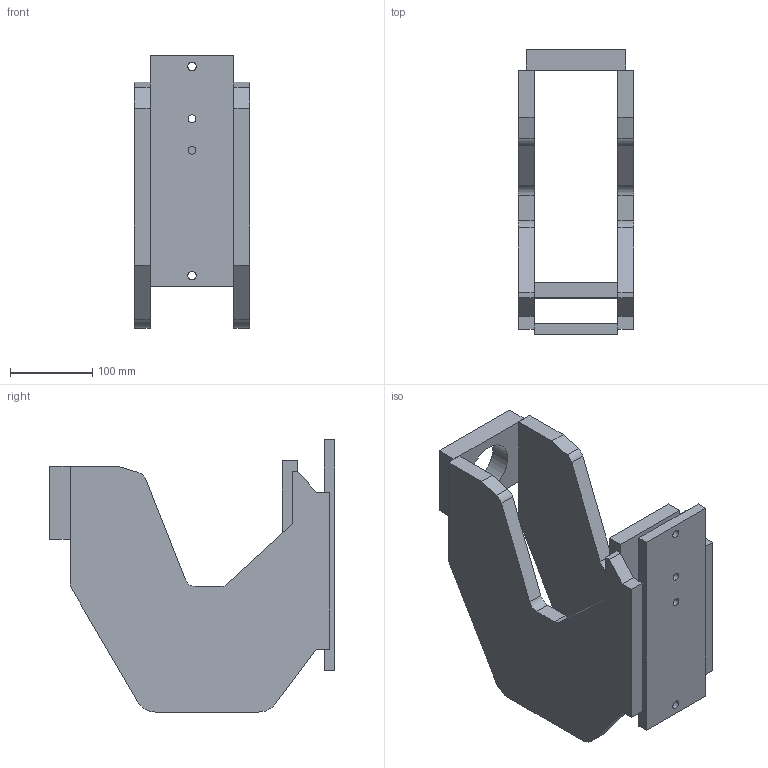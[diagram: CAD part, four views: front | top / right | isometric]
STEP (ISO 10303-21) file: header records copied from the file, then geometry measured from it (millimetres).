
FILE_DESCRIPTION (( 'STEP AP203' ), '1' );
FILE_NAME ('UN4.STEP', '2008-03-18T12:13:04', ( 'Bruce Toner' ), ( 'Effective Automation' ), 'SwSTEP 2.0', 'SolidWorks 2006233', '' );
FILE_SCHEMA (( 'CONFIG_CONTROL_DESIGN' ));
Length unit declared in the file: inch
Products named in the file (5): UN4-D; UN4-B; UN4; UN4-C; UN3-A
Assembly tree (5 placements, depth 2):
  UN4
    UN4-B
    UN4-C
    UN3-A  x2
    UN4-D
Bounding box: 139.7 x 346.07 x 330.2 mm (x, y, z)
Volume: 3284795.8 mm3; surface area: 446608.1 mm2
Topology: 5 solids, 5 shells, 80 faces, 210 edges, 140 vertices
Faces by surface type: plane 52, cylinder 28
Entity records: 2342 total; most frequent: DIRECTION 321, CARTESIAN_POINT 310, ORIENTED_EDGE 294, EDGE_CURVE 147, AXIS2_PLACEMENT_3D 109, VECTOR 103, LINE 103, VERTEX_POINT 98
